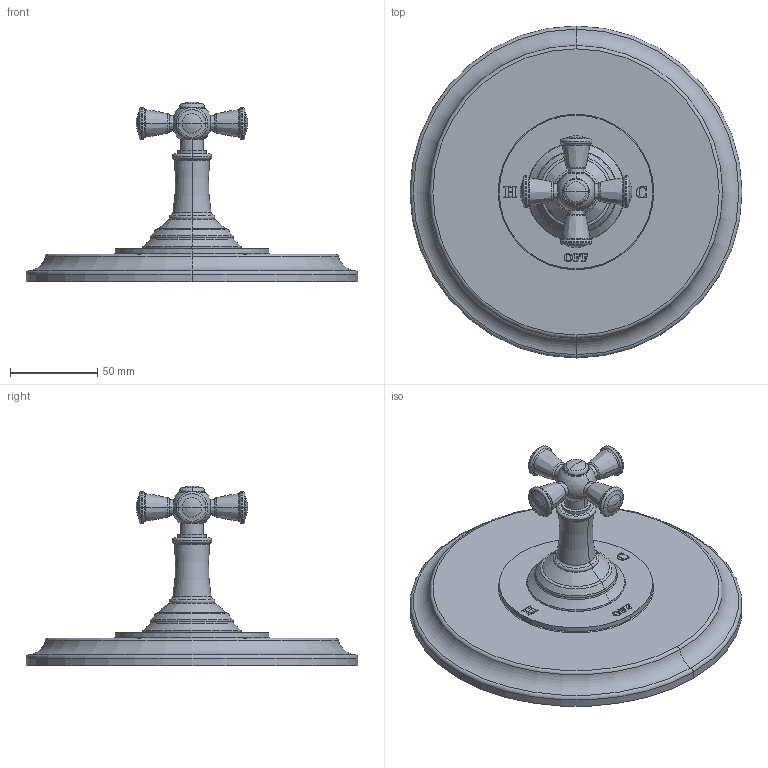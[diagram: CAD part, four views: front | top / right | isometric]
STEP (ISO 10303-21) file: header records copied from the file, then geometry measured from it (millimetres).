
FILE_DESCRIPTION((''),'2;1');
FILE_NAME('4-2404BP','2021-06-03T16:29:30',('jinson.thomas'),(''),'CREO PARAMETRIC BY PTC INC, 2018400','CREO PARAMETRIC BY PTC INC, 2018400','');
FILE_SCHEMA(('CONFIG_CONTROL_DESIGN'));
Length unit declared in the file: inch
Products named in the file (1): 4-2404BP
Bounding box: 190.5 x 190.5 x 103.14 mm (x, y, z)
Volume: 481688.2 mm3; surface area: 73505.1 mm2
Topology: 1 solids, 1 shells, 270 faces, 656 edges, 396 vertices
Faces by surface type: extrusion 95, torus 84, plane 39, cylinder 26, sphere 12, bspline 10, cone 4
Entity records: 9263 total; most frequent: CARTESIAN_POINT 3175, ORIENTED_EDGE 1292, DIRECTION 1144, EDGE_CURVE 646, AXIS2_PLACEMENT_3D 429, VERTEX_POINT 396, EDGE_LOOP 288, VECTOR 286
